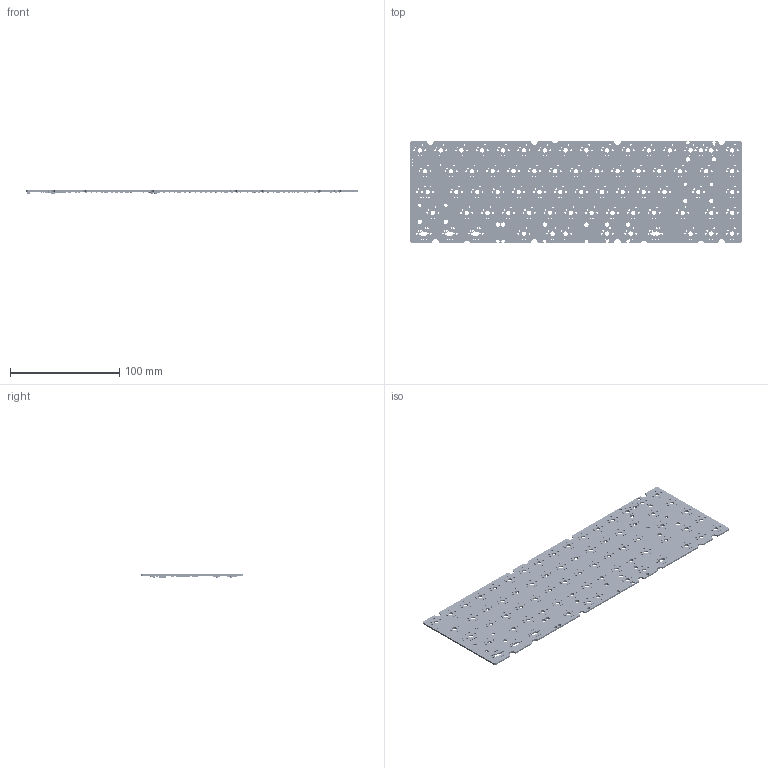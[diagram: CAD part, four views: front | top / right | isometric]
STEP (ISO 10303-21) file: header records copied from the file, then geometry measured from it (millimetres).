
FILE_DESCRIPTION(('KiCad electronic assembly'),'2;1');
FILE_NAME('Bastion65-Solderable.step','2023-07-13T10:34:15',('Pcbnew'),( 'Kicad'),'Open CASCADE STEP processor 7.6','KiCad to STEP converter' ,'Unknown');
FILE_SCHEMA(('AUTOMOTIVE_DESIGN { 1 0 10303 214 1 1 1 1 }'));
Length unit declared in the file: millimetre
Products named in the file (26): Bastion65-Solderable 1; D_SOD-123; SOLID; C_0402_1005Metric; R_0603_1608Metric; 781710004; SOT-23; R_0402_1005Metric; SW_SPST_TL3342; WSON-8-1EP_2x2mm_P0.5mm_EP0.9x1.6mm; Crystal_SMD_3225-4Pin_3.2x2.5mm; QFN-56-1EP_7x7mm_P0.4mm_EP5.6x5.6mm; C_0603_1608Metric; SOT-23-5; Bastion65-Solderable PCB
Assembly tree (191 placements, depth 3):
  Bastion65-Solderable 1
    D_SOD-123  x71
      SOLID
    C_0402_1005Metric  x16
      SOLID
    R_0603_1608Metric  x2
      SOLID
    781710004
      SOLID
    SOT-23  x2
      SOLID
    R_0402_1005Metric  x78
      SOLID
    SW_SPST_TL3342  x2
      SOLID
    WSON-8-1EP_2x2mm_P0.5mm_EP0.9x1.6mm
      SOLID
    Crystal_SMD_3225-4Pin_3.2x2.5mm
      SOLID
    QFN-56-1EP_7x7mm_P0.4mm_EP5.6x5.6mm  x2
      SOLID
    C_0603_1608Metric
      SOLID
    SOT-23-5
      SOLID
    Bastion65-Solderable PCB
Bounding box: 303.75 x 94.2 x 3.2 mm (x, y, z)
Volume: 42900.8 mm3; surface area: 61742.7 mm2
Topology: 179 solids, 181 shells, 9660 faces, 24414 edges, 15250 vertices
Faces by surface type: plane 5392, cylinder 2305, bspline 1961, torus 2
Full cylindrical faces by diameter (mm): 0.25 x1, 0.35 x9, 0.4 x12, 0.5 x2, 1 x3, 1.04 x146, 1.47 x152, 1.75 x139, 2 x2, 3.048 x11, 3.988 x80
Entity records: 145409 total; most frequent: CARTESIAN_POINT 26475, DIRECTION 21103, LINE 12278, VECTOR 12278, ORIENTED_EDGE 10758, PCURVE 10758, DEFINITIONAL_REPRESENTATION 10758, EDGE_CURVE 5379
